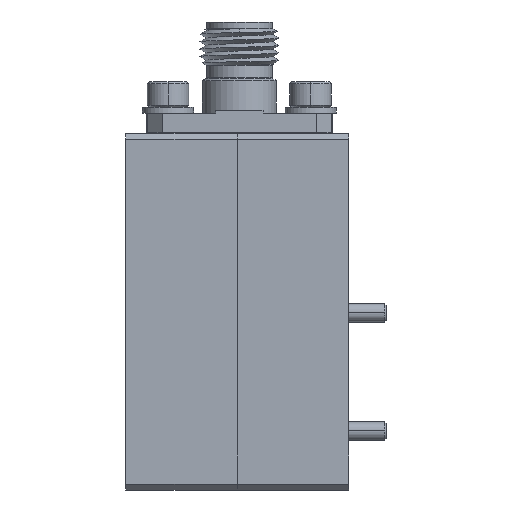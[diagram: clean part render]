
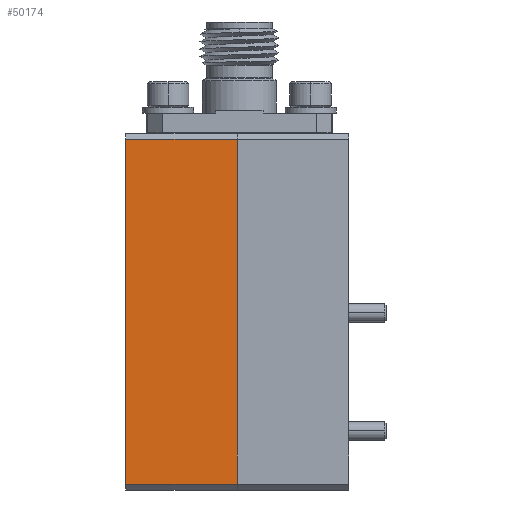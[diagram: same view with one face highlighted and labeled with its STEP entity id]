
A CAD part, left-side view. The second image highlights one B-rep face of the part: STEP entity #50174.
In plain terms, the highlighted planar face has unit normal (-1, 0, 0).
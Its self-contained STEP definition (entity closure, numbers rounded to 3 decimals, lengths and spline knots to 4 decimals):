
#117 = DIRECTION ( 'NONE',  ( 0., 0., 1. ) ) ;
#1291 = EDGE_CURVE ( 'NONE', #51361, #45268, #39760, .T. ) ;
#3655 = FACE_OUTER_BOUND ( 'NONE', #20663, .T. ) ;
#5884 = EDGE_CURVE ( 'NONE', #7333, #51361, #43741, .T. ) ;
#7333 = VERTEX_POINT ( 'NONE', #64568 ) ;
#10405 = ORIENTED_EDGE ( 'NONE', *, *, #29412, .T. ) ;
#10434 = CARTESIAN_POINT ( 'NONE',  ( -0.45, 0.375, -0.58 ) ) ;
#14077 = DIRECTION ( 'NONE',  ( 0., 0., 1. ) ) ;
#15591 = CARTESIAN_POINT ( 'NONE',  ( -0.45, 0.75, -0.58 ) ) ;
#15720 = CARTESIAN_POINT ( 'NONE',  ( -0.45, 0.375, -0.6 ) ) ;
#16534 = EDGE_CURVE ( 'NONE', #7333, #64574, #47784, .T. ) ;
#18349 = ORIENTED_EDGE ( 'NONE', *, *, #16534, .F. ) ;
#20663 = EDGE_LOOP ( 'NONE', ( #47811, #10405, #18349, #22746 ) ) ;
#21087 = PLANE ( 'NONE',  #63394 ) ;
#22746 = ORIENTED_EDGE ( 'NONE', *, *, #5884, .T. ) ;
#25130 = LINE ( 'NONE', #65120, #27717 ) ;
#27717 = VECTOR ( 'NONE', #36228, 39.3701 ) ;
#29412 = EDGE_CURVE ( 'NONE', #45268, #64574, #25130, .T. ) ;
#32661 = DIRECTION ( 'NONE',  ( 0., -1., 0. ) ) ;
#33053 = CARTESIAN_POINT ( 'NONE',  ( -0.45, 0.375, 0.58 ) ) ;
#36228 = DIRECTION ( 'NONE',  ( 0., 1., 0. ) ) ;
#37406 = CARTESIAN_POINT ( 'NONE',  ( -0.45, 0.75, -0.6 ) ) ;
#37612 = CARTESIAN_POINT ( 'NONE',  ( -0.45, 0.75, 0.58 ) ) ;
#38842 = DIRECTION ( 'NONE',  ( 1., 0., 0. ) ) ;
#39760 = LINE ( 'NONE', #15720, #52962 ) ;
#43741 = LINE ( 'NONE', #15591, #72069 ) ;
#45268 = VERTEX_POINT ( 'NONE', #33053 ) ;
#47784 = LINE ( 'NONE', #37406, #57755 ) ;
#47811 = ORIENTED_EDGE ( 'NONE', *, *, #1291, .T. ) ;
#50174 = ADVANCED_FACE ( 'NONE', ( #3655 ), #21087, .F. ) ;
#51361 = VERTEX_POINT ( 'NONE', #10434 ) ;
#52962 = VECTOR ( 'NONE', #117, 39.3701 ) ;
#55510 = DIRECTION ( 'NONE',  ( 0., 0., -1. ) ) ;
#57755 = VECTOR ( 'NONE', #14077, 39.3701 ) ;
#63394 = AXIS2_PLACEMENT_3D ( 'NONE', #72196, #38842, #55510 ) ;
#64568 = CARTESIAN_POINT ( 'NONE',  ( -0.45, 0.75, -0.58 ) ) ;
#64574 = VERTEX_POINT ( 'NONE', #37612 ) ;
#65120 = CARTESIAN_POINT ( 'NONE',  ( -0.45, 0.75, 0.58 ) ) ;
#72069 = VECTOR ( 'NONE', #32661, 39.3701 ) ;
#72196 = CARTESIAN_POINT ( 'NONE',  ( -0.45, 0.75, -0.6 ) ) ;
